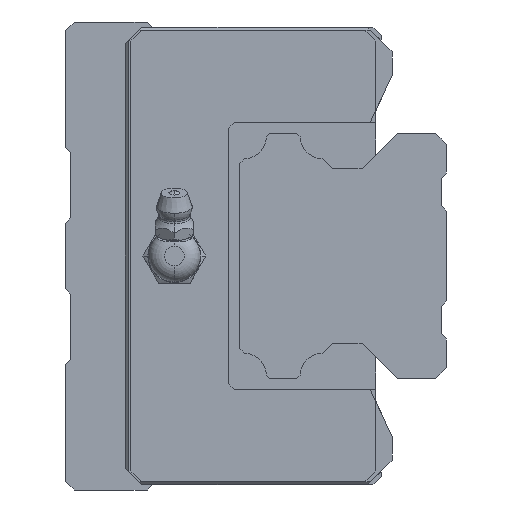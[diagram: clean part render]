
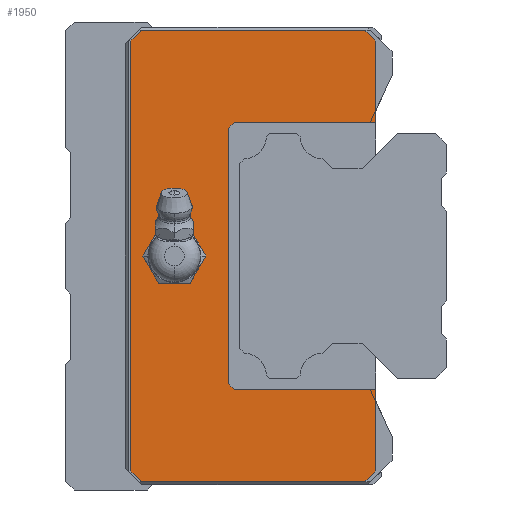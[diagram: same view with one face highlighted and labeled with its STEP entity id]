
A CAD part, left-side view. The second image highlights one B-rep face of the part: STEP entity #1950.
In plain terms, the highlighted planar face has unit normal (-1, 0, 0).
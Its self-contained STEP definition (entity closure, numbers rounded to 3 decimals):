
#1510 = VERTEX_POINT( '', #4363 );
#1528 = VERTEX_POINT( '', #4382 );
#1560 = EDGE_CURVE( '', #1510, #3968, #4418, .T. );
#1858 = EDGE_CURVE( '', #2680, #2610, #4748, .T. );
#1950 = ADVANCED_FACE( '', ( #4849, #4850 ), #4851, .F. );
#2018 = VERTEX_POINT( '', #4924 );
#2102 = EDGE_CURVE( '', #2944, #3606, #5014, .T. );
#2256 = EDGE_CURVE( '', #4252, #2680, #5182, .T. );
#2296 = EDGE_CURVE( '', #2018, #2730, #5232, .T. );
#2324 = VERTEX_POINT( '', #5263 );
#2376 = EDGE_CURVE( '', #3260, #4216, #5318, .T. );
#2418 = EDGE_CURVE( '', #3968, #1528, #5364, .T. );
#2610 = VERTEX_POINT( '', #5580 );
#2680 = VERTEX_POINT( '', #5657 );
#2730 = VERTEX_POINT( '', #5714 );
#2934 = EDGE_CURVE( '', #4182, #4252, #5946, .T. );
#2944 = VERTEX_POINT( '', #5956 );
#2966 = EDGE_CURVE( '', #2944, #2324, #5980, .T. );
#3078 = EDGE_CURVE( '', #2730, #3082, #6101, .T. );
#3082 = VERTEX_POINT( '', #6105 );
#3260 = VERTEX_POINT( '', #6298 );
#3324 = VERTEX_POINT( '', #6368 );
#3338 = EDGE_CURVE( '', #3324, #2018, #6382, .T. );
#3564 = EDGE_CURVE( '', #3606, #4182, #6633, .T. );
#3606 = VERTEX_POINT( '', #6682 );
#3664 = EDGE_CURVE( '', #2324, #1510, #6746, .T. );
#3728 = EDGE_CURVE( '', #4216, #3260, #6825, .T. );
#3746 = EDGE_CURVE( '', #2610, #3324, #6845, .T. );
#3790 = EDGE_CURVE( '', #1528, #3082, #6892, .T. );
#3968 = VERTEX_POINT( '', #7087 );
#4182 = VERTEX_POINT( '', #7316 );
#4216 = VERTEX_POINT( '', #7354 );
#4252 = VERTEX_POINT( '', #7394 );
#4363 = CARTESIAN_POINT( '', ( 194.5, 40., -23.5 ) );
#4382 = CARTESIAN_POINT( '', ( 194.5, 39., 24.5 ) );
#4418 = LINE( '', #7654, #7655 );
#4748 = LINE( '', #8137, #8138 );
#4849 = FACE_BOUND( '', #8276, .T. );
#4850 = FACE_OUTER_BOUND( '', #8277, .T. );
#4851 = PLANE( '', #8278 );
#4924 = CARTESIAN_POINT( '', ( 194.5, 15., 41.5 ) );
#5014 = LINE( '', #8541, #8542 );
#5182 = LINE( '', #8771, #8772 );
#5232 = LINE( '', #8842, #8843 );
#5263 = CARTESIAN_POINT( '', ( 194.5, 39., -24.5 ) );
#5318 = CIRCLE( '', #9068, 4.864 );
#5364 = LINE( '', #9129, #9130 );
#5580 = CARTESIAN_POINT( '', ( 194.5, 58., 39.5 ) );
#5657 = CARTESIAN_POINT( '', ( 194.5, 58., -39.5 ) );
#5714 = CARTESIAN_POINT( '', ( 194.5, 13., 39.5 ) );
#5946 = LINE( '', #9967, #9968 );
#5956 = CARTESIAN_POINT( '', ( 194.5, 13., -24.5 ) );
#5980 = LINE( '', #10008, #10009 );
#6101 = LINE( '', #10193, #10194 );
#6105 = CARTESIAN_POINT( '', ( 194.5, 13., 24.5 ) );
#6298 = CARTESIAN_POINT( '', ( 194.5, 45.136, 0. ) );
#6368 = CARTESIAN_POINT( '', ( 194.5, 56., 41.5 ) );
#6382 = LINE( '', #10608, #10609 );
#6633 = LINE( '', #10953, #10954 );
#6682 = CARTESIAN_POINT( '', ( 194.5, 13., -39.5 ) );
#6746 = LINE( '', #11108, #11109 );
#6825 = CIRCLE( '', #11228, 4.864 );
#6845 = LINE( '', #11257, #11258 );
#6892 = LINE( '', #11327, #11328 );
#7087 = CARTESIAN_POINT( '', ( 194.5, 40., 23.5 ) );
#7316 = CARTESIAN_POINT( '', ( 194.5, 15., -41.5 ) );
#7354 = CARTESIAN_POINT( '', ( 194.5, 54.864, 0. ) );
#7394 = CARTESIAN_POINT( '', ( 194.5, 56., -41.5 ) );
#7654 = CARTESIAN_POINT( '', ( 194.5, 40., -11.75 ) );
#7655 = VECTOR( '', #12355, 1. );
#8137 = CARTESIAN_POINT( '', ( 194.5, 58., -19.75 ) );
#8138 = VECTOR( '', #12694, 1. );
#8276 = EDGE_LOOP( '', ( #12787, #12788 ) );
#8277 = EDGE_LOOP( '', ( #12789, #12790, #12791, #12792, #12793, #12794, #12795, #12796, #12797, #12798, #12799, #12800, #12801, #12802 ) );
#8278 = AXIS2_PLACEMENT_3D( '', #12803, #12804, #12805 );
#8541 = CARTESIAN_POINT( '', ( 194.5, 13., 19.75 ) );
#8542 = VECTOR( '', #12955, 1. );
#8771 = CARTESIAN_POINT( '', ( 194.5, 54.875, -42.625 ) );
#8772 = VECTOR( '', #13123, 1. );
#8842 = CARTESIAN_POINT( '', ( 194.5, 3.375, 29.875 ) );
#8843 = VECTOR( '', #13187, 1. );
#9068 = AXIS2_PLACEMENT_3D( '', #13263, #13264, #13265 );
#9129 = CARTESIAN_POINT( '', ( 194.5, 38.375, 25.125 ) );
#9130 = VECTOR( '', #13305, 1. );
#9967 = CARTESIAN_POINT( '', ( 194.5, 12.5, -41.5 ) );
#9968 = VECTOR( '', #14079, 1. );
#10008 = CARTESIAN_POINT( '', ( 194.5, 11.5, -24.5 ) );
#10009 = VECTOR( '', #14101, 1. );
#10193 = CARTESIAN_POINT( '', ( 194.5, 13., 19.75 ) );
#10194 = VECTOR( '', #14232, 1. );
#10608 = CARTESIAN_POINT( '', ( 194.5, 33., 41.5 ) );
#10609 = VECTOR( '', #14499, 1. );
#10953 = CARTESIAN_POINT( '', ( 194.5, 2.375, -28.875 ) );
#10954 = VECTOR( '', #14774, 1. );
#11108 = CARTESIAN_POINT( '', ( 194.5, 37.875, -25.625 ) );
#11109 = VECTOR( '', #14957, 1. );
#11228 = AXIS2_PLACEMENT_3D( '', #15058, #15059, #15060 );
#11257 = CARTESIAN_POINT( '', ( 194.5, 55.875, 41.625 ) );
#11258 = VECTOR( '', #15081, 1. );
#11327 = CARTESIAN_POINT( '', ( 194.5, 24.5, 24.5 ) );
#11328 = VECTOR( '', #15121, 1. );
#12355 = DIRECTION( '', ( 0., 0., 1. ) );
#12694 = DIRECTION( '', ( 0., 0., 1. ) );
#12787 = ORIENTED_EDGE( '', *, *, #3728, .T. );
#12788 = ORIENTED_EDGE( '', *, *, #2376, .T. );
#12789 = ORIENTED_EDGE( '', *, *, #2966, .T. );
#12790 = ORIENTED_EDGE( '', *, *, #3664, .T. );
#12791 = ORIENTED_EDGE( '', *, *, #1560, .T. );
#12792 = ORIENTED_EDGE( '', *, *, #2418, .T. );
#12793 = ORIENTED_EDGE( '', *, *, #3790, .T. );
#12794 = ORIENTED_EDGE( '', *, *, #3078, .F. );
#12795 = ORIENTED_EDGE( '', *, *, #2296, .F. );
#12796 = ORIENTED_EDGE( '', *, *, #3338, .F. );
#12797 = ORIENTED_EDGE( '', *, *, #3746, .F. );
#12798 = ORIENTED_EDGE( '', *, *, #1858, .F. );
#12799 = ORIENTED_EDGE( '', *, *, #2256, .F. );
#12800 = ORIENTED_EDGE( '', *, *, #2934, .F. );
#12801 = ORIENTED_EDGE( '', *, *, #3564, .F. );
#12802 = ORIENTED_EDGE( '', *, *, #2102, .F. );
#12803 = CARTESIAN_POINT( '', ( 194.5, 10., 0. ) );
#12804 = DIRECTION( '', ( 1., 0., 0. ) );
#12805 = DIRECTION( '', ( 0., 0., -1. ) );
#12955 = DIRECTION( '', ( 0., 0., -1. ) );
#13123 = DIRECTION( '', ( 0., 0.707, 0.707 ) );
#13187 = DIRECTION( '', ( 0., -0.707, -0.707 ) );
#13263 = CARTESIAN_POINT( '', ( 194.5, 50., 0. ) );
#13264 = DIRECTION( '', ( 1., 0., 0. ) );
#13265 = DIRECTION( '', ( 0., 1., 0. ) );
#13305 = DIRECTION( '', ( 0., -0.707, 0.707 ) );
#14079 = DIRECTION( '', ( 0., 1., 0. ) );
#14101 = DIRECTION( '', ( 0., 1., 0. ) );
#14232 = DIRECTION( '', ( 0., 0., -1. ) );
#14499 = DIRECTION( '', ( 0., -1., 0. ) );
#14774 = DIRECTION( '', ( 0., 0.707, -0.707 ) );
#14957 = DIRECTION( '', ( 0., 0.707, 0.707 ) );
#15058 = CARTESIAN_POINT( '', ( 194.5, 50., 0. ) );
#15059 = DIRECTION( '', ( 1., 0., 0. ) );
#15060 = DIRECTION( '', ( 0., 1., 0. ) );
#15081 = DIRECTION( '', ( 0., -0.707, 0.707 ) );
#15121 = DIRECTION( '', ( 0., -1., 0. ) );
